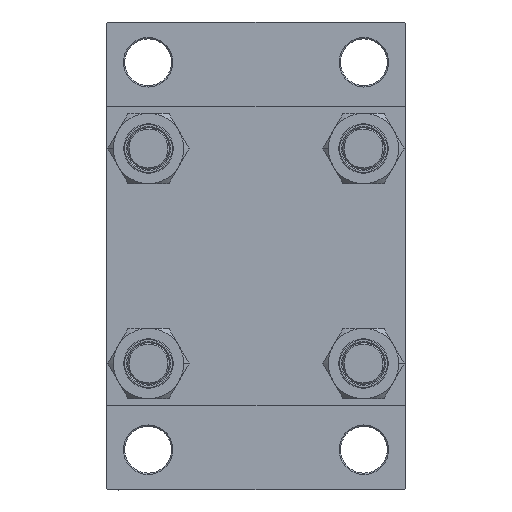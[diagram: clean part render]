
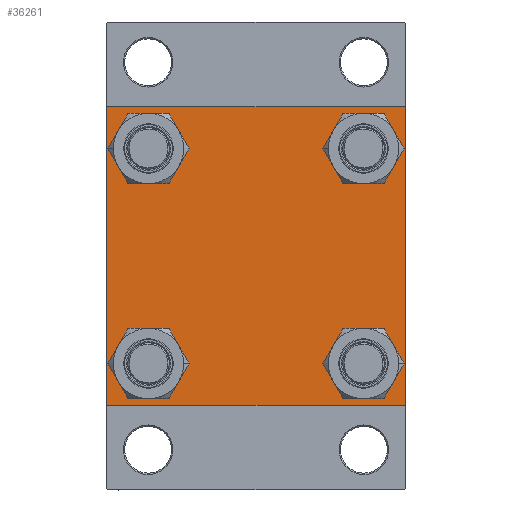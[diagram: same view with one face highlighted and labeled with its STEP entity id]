
A CAD part, left-side view. The second image highlights one B-rep face of the part: STEP entity #36261.
In plain terms, the highlighted planar face has unit normal (-1, 0, 0).
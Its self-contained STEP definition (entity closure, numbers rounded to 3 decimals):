
#569 = DIRECTION ( 'NONE',  ( 0., 0.707, 0.707 ) ) ;
#570 = ORIENTED_EDGE ( 'NONE', *, *, #22798, .T. ) ;
#828 = EDGE_CURVE ( 'NONE', #13284, #39654, #22415, .T. ) ;
#1237 = CARTESIAN_POINT ( 'NONE',  ( 0., -57., 57.5 ) ) ;
#1279 = ORIENTED_EDGE ( 'NONE', *, *, #20207, .T. ) ;
#1482 = CARTESIAN_POINT ( 'NONE',  ( 0., 57.25, -57.25 ) ) ;
#1572 = CARTESIAN_POINT ( 'NONE',  ( 0., 41.35, -41.35 ) ) ;
#1929 = DIRECTION ( 'NONE',  ( 0., -1., 0. ) ) ;
#2947 = CARTESIAN_POINT ( 'NONE',  ( 0., -41.35, 41.35 ) ) ;
#3569 = LINE ( 'NONE', #18415, #8514 ) ;
#3937 = CARTESIAN_POINT ( 'NONE',  ( 0., -57.5, -57. ) ) ;
#4300 = VERTEX_POINT ( 'NONE', #1237 ) ;
#4697 = VECTOR ( 'NONE', #1929, 1000. ) ;
#5579 = CARTESIAN_POINT ( 'NONE',  ( 0., 57.5, 57.5 ) ) ;
#5909 = VERTEX_POINT ( 'NONE', #20714 ) ;
#6212 = CARTESIAN_POINT ( 'NONE',  ( 0., 0., 0. ) ) ;
#6427 = CARTESIAN_POINT ( 'NONE',  ( 0., 41.35, 49.85 ) ) ;
#6467 = AXIS2_PLACEMENT_3D ( 'NONE', #27903, #38861, #8956 ) ;
#6793 = VERTEX_POINT ( 'NONE', #33367 ) ;
#7237 = CIRCLE ( 'NONE', #6467, 8.5 ) ;
#7554 = DIRECTION ( 'NONE',  ( 1., 0., 0. ) ) ;
#7759 = CARTESIAN_POINT ( 'NONE',  ( 0., -57.5, 57. ) ) ;
#7881 = LINE ( 'NONE', #30019, #18446 ) ;
#7928 = EDGE_CURVE ( 'NONE', #27749, #5909, #34310, .T. ) ;
#8411 = VECTOR ( 'NONE', #29147, 1000. ) ;
#8514 = VECTOR ( 'NONE', #11124, 1000. ) ;
#8956 = DIRECTION ( 'NONE',  ( 0., 0., 1. ) ) ;
#9043 = LINE ( 'NONE', #1482, #36369 ) ;
#9286 = EDGE_CURVE ( 'NONE', #21480, #22683, #35087, .T. ) ;
#9524 = DIRECTION ( 'NONE',  ( 0., -0.707, -0.707 ) ) ;
#9872 = FACE_BOUND ( 'NONE', #22945, .T. ) ;
#10184 = EDGE_LOOP ( 'NONE', ( #15313, #33662, #570, #17232, #13164, #37962, #38659, #16375 ) ) ;
#10760 = DIRECTION ( 'NONE',  ( 1., 0., 0. ) ) ;
#10840 = PLANE ( 'NONE',  #35555 ) ;
#11124 = DIRECTION ( 'NONE',  ( 0., 0.707, -0.707 ) ) ;
#11138 = AXIS2_PLACEMENT_3D ( 'NONE', #1572, #16676, #31518 ) ;
#11211 = CIRCLE ( 'NONE', #47714, 8.5 ) ;
#12168 = CARTESIAN_POINT ( 'NONE',  ( 0., -41.35, 32.85 ) ) ;
#12656 = CIRCLE ( 'NONE', #29857, 8.5 ) ;
#13164 = ORIENTED_EDGE ( 'NONE', *, *, #21140, .F. ) ;
#13284 = VERTEX_POINT ( 'NONE', #43835 ) ;
#14120 = AXIS2_PLACEMENT_3D ( 'NONE', #2947, #37012, #32651 ) ;
#14250 = DIRECTION ( 'NONE',  ( 0., 0., -1. ) ) ;
#14339 = EDGE_CURVE ( 'NONE', #38879, #24855, #11211, .T. ) ;
#14909 = CARTESIAN_POINT ( 'NONE',  ( 0., -41.35, 41.35 ) ) ;
#15159 = DIRECTION ( 'NONE',  ( 0., 0., 1. ) ) ;
#15313 = ORIENTED_EDGE ( 'NONE', *, *, #35655, .T. ) ;
#15660 = EDGE_LOOP ( 'NONE', ( #15664, #35606 ) ) ;
#15664 = ORIENTED_EDGE ( 'NONE', *, *, #14339, .T. ) ;
#15717 = VERTEX_POINT ( 'NONE', #37621 ) ;
#16369 = ORIENTED_EDGE ( 'NONE', *, *, #21420, .T. ) ;
#16375 = ORIENTED_EDGE ( 'NONE', *, *, #40657, .T. ) ;
#16543 = LINE ( 'NONE', #5579, #4697 ) ;
#16676 = DIRECTION ( 'NONE',  ( 1., 0., 0. ) ) ;
#17232 = ORIENTED_EDGE ( 'NONE', *, *, #34505, .T. ) ;
#17537 = CARTESIAN_POINT ( 'NONE',  ( 0., 57., -57.5 ) ) ;
#18145 = FACE_BOUND ( 'NONE', #37864, .T. ) ;
#18411 = CARTESIAN_POINT ( 'NONE',  ( 0., 41.35, -32.85 ) ) ;
#18415 = CARTESIAN_POINT ( 'NONE',  ( 0., 57.25, 57.25 ) ) ;
#18446 = VECTOR ( 'NONE', #569, 1000. ) ;
#18568 = EDGE_LOOP ( 'NONE', ( #40773, #32219 ) ) ;
#20207 = EDGE_CURVE ( 'NONE', #39654, #13284, #43019, .T. ) ;
#20714 = CARTESIAN_POINT ( 'NONE',  ( 0., 41.35, -49.85 ) ) ;
#20971 = VERTEX_POINT ( 'NONE', #35657 ) ;
#21052 = AXIS2_PLACEMENT_3D ( 'NONE', #44091, #10760, #25583 ) ;
#21140 = EDGE_CURVE ( 'NONE', #30901, #29247, #29805, .T. ) ;
#21420 = EDGE_CURVE ( 'NONE', #22683, #21480, #12656, .T. ) ;
#21480 = VERTEX_POINT ( 'NONE', #12168 ) ;
#22347 = DIRECTION ( 'NONE',  ( 1., 0., 0. ) ) ;
#22415 = CIRCLE ( 'NONE', #23967, 8.5 ) ;
#22683 = VERTEX_POINT ( 'NONE', #34742 ) ;
#22786 = CARTESIAN_POINT ( 'NONE',  ( 0., 57., 57.5 ) ) ;
#22795 = EDGE_CURVE ( 'NONE', #24855, #38879, #7237, .T. ) ;
#22798 = EDGE_CURVE ( 'NONE', #36423, #20971, #35457, .T. ) ;
#22945 = EDGE_LOOP ( 'NONE', ( #16369, #35629 ) ) ;
#23109 = EDGE_CURVE ( 'NONE', #5909, #27749, #30547, .T. ) ;
#23150 = CARTESIAN_POINT ( 'NONE',  ( 0., 41.35, 41.35 ) ) ;
#23340 = LINE ( 'NONE', #34311, #37061 ) ;
#23628 = DIRECTION ( 'NONE',  ( 0., 0., 1. ) ) ;
#23851 = VERTEX_POINT ( 'NONE', #22786 ) ;
#23967 = AXIS2_PLACEMENT_3D ( 'NONE', #44754, #22347, #37205 ) ;
#24693 = FACE_OUTER_BOUND ( 'NONE', #10184, .T. ) ;
#24730 = CARTESIAN_POINT ( 'NONE',  ( 0., 57.5, -57.5 ) ) ;
#24855 = VERTEX_POINT ( 'NONE', #32398 ) ;
#25425 = FACE_BOUND ( 'NONE', #15660, .T. ) ;
#25583 = DIRECTION ( 'NONE',  ( 0., 0., 1. ) ) ;
#27439 = AXIS2_PLACEMENT_3D ( 'NONE', #23150, #38947, #23628 ) ;
#27749 = VERTEX_POINT ( 'NONE', #18411 ) ;
#27903 = CARTESIAN_POINT ( 'NONE',  ( 0., -41.35, -41.35 ) ) ;
#28431 = CARTESIAN_POINT ( 'NONE',  ( 0., -41.35, -32.85 ) ) ;
#29147 = DIRECTION ( 'NONE',  ( 0., -0.707, 0.707 ) ) ;
#29247 = VERTEX_POINT ( 'NONE', #3937 ) ;
#29805 = LINE ( 'NONE', #47585, #32953 ) ;
#29857 = AXIS2_PLACEMENT_3D ( 'NONE', #14909, #42084, #15159 ) ;
#30019 = CARTESIAN_POINT ( 'NONE',  ( 0., -57.25, 57.25 ) ) ;
#30547 = CIRCLE ( 'NONE', #11138, 8.5 ) ;
#30886 = DIRECTION ( 'NONE',  ( 0., 0., -1. ) ) ;
#30901 = VERTEX_POINT ( 'NONE', #7759 ) ;
#31518 = DIRECTION ( 'NONE',  ( 0., 0., 1. ) ) ;
#31738 = EDGE_CURVE ( 'NONE', #30901, #4300, #7881, .T. ) ;
#31892 = ORIENTED_EDGE ( 'NONE', *, *, #828, .T. ) ;
#32219 = ORIENTED_EDGE ( 'NONE', *, *, #23109, .T. ) ;
#32398 = CARTESIAN_POINT ( 'NONE',  ( 0., -41.35, -49.85 ) ) ;
#32502 = FACE_BOUND ( 'NONE', #18568, .T. ) ;
#32651 = DIRECTION ( 'NONE',  ( 0., 0., 1. ) ) ;
#32804 = LINE ( 'NONE', #43026, #8411 ) ;
#32953 = VECTOR ( 'NONE', #14250, 1000. ) ;
#33367 = CARTESIAN_POINT ( 'NONE',  ( 0., 57.5, -57. ) ) ;
#33662 = ORIENTED_EDGE ( 'NONE', *, *, #37701, .T. ) ;
#34310 = CIRCLE ( 'NONE', #21052, 8.5 ) ;
#34311 = CARTESIAN_POINT ( 'NONE',  ( 0., 57.5, 57.5 ) ) ;
#34505 = EDGE_CURVE ( 'NONE', #20971, #29247, #32804, .T. ) ;
#34742 = CARTESIAN_POINT ( 'NONE',  ( 0., -41.35, 49.85 ) ) ;
#35087 = CIRCLE ( 'NONE', #14120, 8.5 ) ;
#35457 = LINE ( 'NONE', #24730, #42217 ) ;
#35555 = AXIS2_PLACEMENT_3D ( 'NONE', #6212, #36148, #40277 ) ;
#35606 = ORIENTED_EDGE ( 'NONE', *, *, #22795, .T. ) ;
#35629 = ORIENTED_EDGE ( 'NONE', *, *, #9286, .T. ) ;
#35655 = EDGE_CURVE ( 'NONE', #15717, #6793, #23340, .T. ) ;
#35657 = CARTESIAN_POINT ( 'NONE',  ( 0., -57., -57.5 ) ) ;
#36148 = DIRECTION ( 'NONE',  ( -1., 0., 0. ) ) ;
#36261 = ADVANCED_FACE ( 'NONE', ( #9872, #25425, #32502, #18145, #24693 ), #10840, .T. ) ;
#36369 = VECTOR ( 'NONE', #9524, 1000. ) ;
#36423 = VERTEX_POINT ( 'NONE', #17537 ) ;
#37012 = DIRECTION ( 'NONE',  ( 1., 0., 0. ) ) ;
#37061 = VECTOR ( 'NONE', #30886, 1000. ) ;
#37205 = DIRECTION ( 'NONE',  ( 0., 0., 1. ) ) ;
#37621 = CARTESIAN_POINT ( 'NONE',  ( 0., 57.5, 57. ) ) ;
#37701 = EDGE_CURVE ( 'NONE', #6793, #36423, #9043, .T. ) ;
#37864 = EDGE_LOOP ( 'NONE', ( #1279, #31892 ) ) ;
#37962 = ORIENTED_EDGE ( 'NONE', *, *, #31738, .T. ) ;
#38659 = ORIENTED_EDGE ( 'NONE', *, *, #46149, .F. ) ;
#38861 = DIRECTION ( 'NONE',  ( 1., 0., 0. ) ) ;
#38879 = VERTEX_POINT ( 'NONE', #28431 ) ;
#38947 = DIRECTION ( 'NONE',  ( 1., 0., 0. ) ) ;
#39654 = VERTEX_POINT ( 'NONE', #6427 ) ;
#40277 = DIRECTION ( 'NONE',  ( 0., 0., 1. ) ) ;
#40657 = EDGE_CURVE ( 'NONE', #23851, #15717, #3569, .T. ) ;
#40773 = ORIENTED_EDGE ( 'NONE', *, *, #7928, .T. ) ;
#42084 = DIRECTION ( 'NONE',  ( 1., 0., 0. ) ) ;
#42217 = VECTOR ( 'NONE', #42763, 1000. ) ;
#42763 = DIRECTION ( 'NONE',  ( 0., -1., 0. ) ) ;
#43019 = CIRCLE ( 'NONE', #27439, 8.5 ) ;
#43026 = CARTESIAN_POINT ( 'NONE',  ( 0., -57.25, -57.25 ) ) ;
#43835 = CARTESIAN_POINT ( 'NONE',  ( 0., 41.35, 32.85 ) ) ;
#44091 = CARTESIAN_POINT ( 'NONE',  ( 0., 41.35, -41.35 ) ) ;
#44754 = CARTESIAN_POINT ( 'NONE',  ( 0., 41.35, 41.35 ) ) ;
#46149 = EDGE_CURVE ( 'NONE', #23851, #4300, #16543, .T. ) ;
#47471 = CARTESIAN_POINT ( 'NONE',  ( 0., -41.35, -41.35 ) ) ;
#47585 = CARTESIAN_POINT ( 'NONE',  ( 0., -57.5, 57.5 ) ) ;
#47714 = AXIS2_PLACEMENT_3D ( 'NONE', #47471, #7554, #47722 ) ;
#47722 = DIRECTION ( 'NONE',  ( 0., 0., 1. ) ) ;
